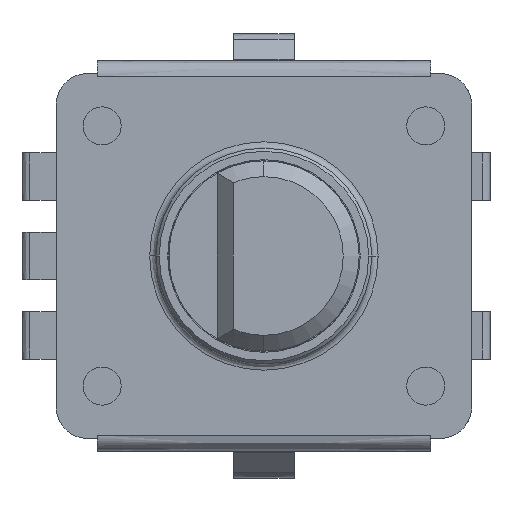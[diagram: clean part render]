
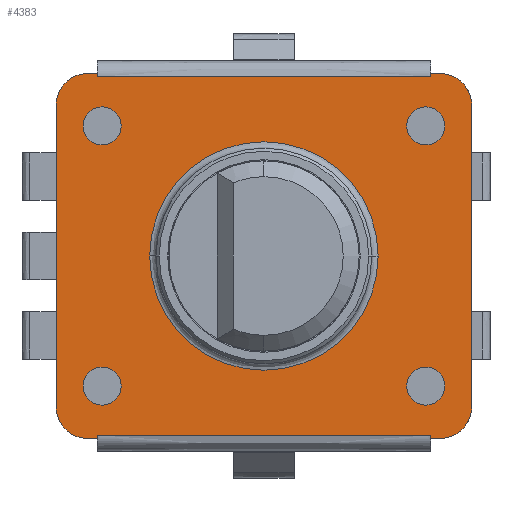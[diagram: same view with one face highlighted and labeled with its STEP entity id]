
A CAD part, front view. The second image highlights one B-rep face of the part: STEP entity #4383.
In plain terms, the highlighted free-form (B-spline) face has degree [1, 1] with [2, 2] control points.
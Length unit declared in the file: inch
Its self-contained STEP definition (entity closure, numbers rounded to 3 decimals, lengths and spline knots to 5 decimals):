
#481=CARTESIAN_POINT('',(-5.55,0.,-4.75));
#482=DIRECTION('',(0.,-1.,0.));
#483=DIRECTION('',(-1.,0.,0.));
#484=AXIS2_PLACEMENT_3D('',#481,#482,#483);
#598=CARTESIAN_POINT('',(5.55,0.,4.75));
#599=DIRECTION('',(0.,-1.,0.));
#600=DIRECTION('',(1.,0.,0.));
#601=AXIS2_PLACEMENT_3D('',#598,#599,#600);
#1094=DIRECTION('',(-1.,0.,0.));
#1095=VECTOR('',#1094,10.5);
#1096=CARTESIAN_POINT('',(5.25,0.,5.65));
#1097=LINE('',#1096,#1095);
#1108=DIRECTION('',(0.,0.,1.));
#1109=VECTOR('',#1108,0.1);
#1110=CARTESIAN_POINT('',(5.25,0.,5.65));
#1111=LINE('',#1110,#1109);
#1116=DIRECTION('',(-1.,0.,0.));
#1117=VECTOR('',#1116,0.3);
#1118=CARTESIAN_POINT('',(5.55,0.,5.75));
#1119=LINE('',#1118,#1117);
#1120=DIRECTION('',(0.,0.,1.));
#1121=VECTOR('',#1120,9.5);
#1122=CARTESIAN_POINT('',(6.55,0.,-4.75));
#1123=LINE('',#1122,#1121);
#1124=DIRECTION('',(-1.,0.,0.));
#1125=VECTOR('',#1124,0.3);
#1126=CARTESIAN_POINT('',(5.55,0.,-5.75));
#1127=LINE('',#1126,#1125);
#1128=DIRECTION('',(1.,0.,0.));
#1129=VECTOR('',#1128,0.3);
#1130=CARTESIAN_POINT('',(-5.55,0.,-5.75));
#1131=LINE('',#1130,#1129);
#1132=DIRECTION('',(0.,0.,1.));
#1133=VECTOR('',#1132,9.5);
#1134=CARTESIAN_POINT('',(-6.55,0.,-4.75));
#1135=LINE('',#1134,#1133);
#1136=DIRECTION('',(1.,0.,0.));
#1137=VECTOR('',#1136,0.3);
#1138=CARTESIAN_POINT('',(-5.55,0.,5.75));
#1139=LINE('',#1138,#1137);
#1140=CARTESIAN_POINT('',(-5.1,0.,-4.1));
#1141=DIRECTION('',(0.,-1.,0.));
#1142=DIRECTION('',(1.,0.,0.));
#1143=AXIS2_PLACEMENT_3D('',#1140,#1141,#1142);
#1145=CARTESIAN_POINT('',(-5.1,0.,-4.1));
#1146=DIRECTION('',(0.,-1.,0.));
#1147=DIRECTION('',(-1.,0.,0.));
#1148=AXIS2_PLACEMENT_3D('',#1145,#1146,#1147);
#1150=CARTESIAN_POINT('',(5.1,0.,-4.1));
#1151=DIRECTION('',(0.,1.,0.));
#1152=DIRECTION('',(-1.,0.,0.));
#1153=AXIS2_PLACEMENT_3D('',#1150,#1151,#1152);
#1155=CARTESIAN_POINT('',(5.1,0.,-4.1));
#1156=DIRECTION('',(0.,1.,0.));
#1157=DIRECTION('',(1.,0.,0.));
#1158=AXIS2_PLACEMENT_3D('',#1155,#1156,#1157);
#1160=CARTESIAN_POINT('',(-5.1,0.,4.1));
#1161=DIRECTION('',(0.,1.,0.));
#1162=DIRECTION('',(1.,0.,0.));
#1163=AXIS2_PLACEMENT_3D('',#1160,#1161,#1162);
#1165=CARTESIAN_POINT('',(-5.1,0.,4.1));
#1166=DIRECTION('',(0.,1.,0.));
#1167=DIRECTION('',(-1.,0.,0.));
#1168=AXIS2_PLACEMENT_3D('',#1165,#1166,#1167);
#1170=CARTESIAN_POINT('',(5.1,0.,4.1));
#1171=DIRECTION('',(0.,-1.,0.));
#1172=DIRECTION('',(-1.,0.,0.));
#1173=AXIS2_PLACEMENT_3D('',#1170,#1171,#1172);
#1175=CARTESIAN_POINT('',(5.1,0.,4.1));
#1176=DIRECTION('',(0.,-1.,0.));
#1177=DIRECTION('',(1.,0.,0.));
#1178=AXIS2_PLACEMENT_3D('',#1175,#1176,#1177);
#1220=CARTESIAN_POINT('',(5.55,0.,-4.75));
#1221=DIRECTION('',(0.,-1.,0.));
#1222=DIRECTION('',(0.,0.,-1.));
#1223=AXIS2_PLACEMENT_3D('',#1220,#1221,#1222);
#1465=DIRECTION('',(0.,0.,-1.));
#1466=VECTOR('',#1465,0.1);
#1467=CARTESIAN_POINT('',(5.25,0.,-5.65));
#1468=LINE('',#1467,#1466);
#1483=DIRECTION('',(1.,0.,0.));
#1484=VECTOR('',#1483,10.5);
#1485=CARTESIAN_POINT('',(-5.25,0.,-5.65));
#1486=LINE('',#1485,#1484);
#1497=DIRECTION('',(0.,0.,-1.));
#1498=VECTOR('',#1497,0.1);
#1499=CARTESIAN_POINT('',(-5.25,0.,-5.65));
#1500=LINE('',#1499,#1498);
#1501=CARTESIAN_POINT('',(-5.55,0.,4.75));
#1502=DIRECTION('',(0.,-1.,0.));
#1503=DIRECTION('',(0.,0.,1.));
#1504=AXIS2_PLACEMENT_3D('',#1501,#1502,#1503);
#1506=DIRECTION('',(0.,0.,1.));
#1507=VECTOR('',#1506,0.1);
#1508=CARTESIAN_POINT('',(-5.25,0.,5.65));
#1509=LINE('',#1508,#1507);
#1514=CARTESIAN_POINT('',(0.,0.,0.));
#1515=DIRECTION('',(0.,-1.,0.));
#1516=DIRECTION('',(-1.,0.,0.));
#1517=AXIS2_PLACEMENT_3D('',#1514,#1515,#1516);
#1529=CARTESIAN_POINT('',(0.,0.,0.));
#1530=DIRECTION('',(0.,-1.,0.));
#1531=DIRECTION('',(1.,0.,0.));
#1532=AXIS2_PLACEMENT_3D('',#1529,#1530,#1531);
#2603=CARTESIAN_POINT('',(-5.55,0.,5.75));
#2604=CARTESIAN_POINT('',(-6.55,0.,4.75));
#2605=VERTEX_POINT('',#2603);
#2606=VERTEX_POINT('',#2604);
#2607=CARTESIAN_POINT('',(6.55,0.,4.75));
#2608=CARTESIAN_POINT('',(5.55,0.,5.75));
#2609=VERTEX_POINT('',#2607);
#2610=VERTEX_POINT('',#2608);
#2611=CARTESIAN_POINT('',(5.55,0.,-5.75));
#2612=CARTESIAN_POINT('',(6.55,0.,-4.75));
#2613=VERTEX_POINT('',#2611);
#2614=VERTEX_POINT('',#2612);
#2615=CARTESIAN_POINT('',(-6.55,0.,-4.75));
#2616=CARTESIAN_POINT('',(-5.55,0.,-5.75));
#2617=VERTEX_POINT('',#2615);
#2618=VERTEX_POINT('',#2616);
#2653=CARTESIAN_POINT('',(5.25,0.,5.65));
#2654=CARTESIAN_POINT('',(-5.25,0.,5.65));
#2655=VERTEX_POINT('',#2653);
#2656=VERTEX_POINT('',#2654);
#2659=CARTESIAN_POINT('',(5.25,0.,5.75));
#2660=VERTEX_POINT('',#2659);
#2661=CARTESIAN_POINT('',(-5.25,0.,5.75));
#2662=VERTEX_POINT('',#2661);
#2669=CARTESIAN_POINT('',(-5.25,0.,-5.65));
#2670=CARTESIAN_POINT('',(5.25,0.,-5.65));
#2671=VERTEX_POINT('',#2669);
#2672=VERTEX_POINT('',#2670);
#2675=CARTESIAN_POINT('',(-5.25,0.,-5.75));
#2676=VERTEX_POINT('',#2675);
#2677=CARTESIAN_POINT('',(5.25,0.,-5.75));
#2678=VERTEX_POINT('',#2677);
#2687=CARTESIAN_POINT('',(-3.6,0.,0.));
#2688=CARTESIAN_POINT('',(3.6,0.,0.));
#2689=VERTEX_POINT('',#2687);
#2690=VERTEX_POINT('',#2688);
#2695=CARTESIAN_POINT('',(-4.5,0.,-4.1));
#2696=CARTESIAN_POINT('',(-5.7,0.,-4.1));
#2697=VERTEX_POINT('',#2695);
#2698=VERTEX_POINT('',#2696);
#2699=CARTESIAN_POINT('',(4.5,0.,-4.1));
#2700=CARTESIAN_POINT('',(5.7,0.,-4.1));
#2701=VERTEX_POINT('',#2699);
#2702=VERTEX_POINT('',#2700);
#2703=CARTESIAN_POINT('',(-4.5,0.,4.1));
#2704=CARTESIAN_POINT('',(-5.7,0.,4.1));
#2705=VERTEX_POINT('',#2703);
#2706=VERTEX_POINT('',#2704);
#2707=CARTESIAN_POINT('',(4.5,0.,4.1));
#2708=CARTESIAN_POINT('',(5.7,0.,4.1));
#2709=VERTEX_POINT('',#2707);
#2710=VERTEX_POINT('',#2708);
#4323=CARTESIAN_POINT('',(-6.812,0.,-5.98));
#4324=CARTESIAN_POINT('',(-6.812,0.,5.98));
#4325=CARTESIAN_POINT('',(6.812,0.,-5.98));
#4326=CARTESIAN_POINT('',(6.812,0.,5.98));
#4327=B_SPLINE_SURFACE_WITH_KNOTS('',1,1,((#4323,#4324),(#4325,#4326)),
.UNSPECIFIED.,.F.,.F.,.F.,(2,2),(2,2),(-0.262,13.362),(0.17,12.13),
.UNSPECIFIED.);
#4328=ORIENTED_EDGE('',*,*,#4303,.F.);
#4329=ORIENTED_EDGE('',*,*,#4316,.T.);
#4330=ORIENTED_EDGE('',*,*,#3503,.F.);
#4331=ORIENTED_EDGE('',*,*,#3589,.F.);
#4333=ORIENTED_EDGE('',*,*,#4332,.F.);
#4335=ORIENTED_EDGE('',*,*,#4334,.F.);
#4336=ORIENTED_EDGE('',*,*,#3403,.T.);
#4338=ORIENTED_EDGE('',*,*,#4337,.F.);
#4340=ORIENTED_EDGE('',*,*,#4339,.F.);
#4342=ORIENTED_EDGE('',*,*,#4341,.T.);
#4343=ORIENTED_EDGE('',*,*,#3458,.F.);
#4344=ORIENTED_EDGE('',*,*,#3389,.F.);
#4345=ORIENTED_EDGE('',*,*,#3334,.T.);
#4347=ORIENTED_EDGE('',*,*,#4346,.F.);
#4348=ORIENTED_EDGE('',*,*,#3562,.T.);
#4350=ORIENTED_EDGE('',*,*,#4349,.F.);
#4351=EDGE_LOOP('',(#4328,#4329,#4330,#4331,#4333,#4335,#4336,#4338,#4340,#4342,
#4343,#4344,#4345,#4347,#4348,#4350));
#4352=FACE_OUTER_BOUND('',#4351,.F.);
#4354=ORIENTED_EDGE('',*,*,#4353,.T.);
#4356=ORIENTED_EDGE('',*,*,#4355,.T.);
#4357=EDGE_LOOP('',(#4354,#4356));
#4358=FACE_BOUND('',#4357,.F.);
#4360=ORIENTED_EDGE('',*,*,#4359,.T.);
#4362=ORIENTED_EDGE('',*,*,#4361,.T.);
#4363=EDGE_LOOP('',(#4360,#4362));
#4364=FACE_BOUND('',#4363,.F.);
#4366=ORIENTED_EDGE('',*,*,#4365,.F.);
#4368=ORIENTED_EDGE('',*,*,#4367,.F.);
#4369=EDGE_LOOP('',(#4366,#4368));
#4370=FACE_BOUND('',#4369,.F.);
#4372=ORIENTED_EDGE('',*,*,#4371,.F.);
#4374=ORIENTED_EDGE('',*,*,#4373,.F.);
#4375=EDGE_LOOP('',(#4372,#4374));
#4376=FACE_BOUND('',#4375,.F.);
#4378=ORIENTED_EDGE('',*,*,#4377,.T.);
#4380=ORIENTED_EDGE('',*,*,#4379,.T.);
#4381=EDGE_LOOP('',(#4378,#4380));
#4382=FACE_BOUND('',#4381,.F.);
#4383=ADVANCED_FACE('',(#4352,#4358,#4364,#4370,#4376,#4382),#4327,.T.);
#485=CIRCLE('',#484,1.);
#602=CIRCLE('',#601,1.);
#1144=CIRCLE('',#1143,0.6);
#1149=CIRCLE('',#1148,0.6);
#1154=CIRCLE('',#1153,0.6);
#1159=CIRCLE('',#1158,0.6);
#1164=CIRCLE('',#1163,0.6);
#1169=CIRCLE('',#1168,0.6);
#1174=CIRCLE('',#1173,0.6);
#1179=CIRCLE('',#1178,0.6);
#1224=CIRCLE('',#1223,1.);
#1505=CIRCLE('',#1504,1.);
#1518=CIRCLE('',#1517,3.6);
#1533=CIRCLE('',#1532,3.6);
#3334=EDGE_CURVE('',#2617,#2606,#1135,.T.);
#3389=EDGE_CURVE('',#2617,#2618,#485,.T.);
#3403=EDGE_CURVE('',#2613,#2678,#1127,.T.);
#3458=EDGE_CURVE('',#2618,#2676,#1131,.T.);
#3503=EDGE_CURVE('',#2610,#2660,#1119,.T.);
#3562=EDGE_CURVE('',#2605,#2662,#1139,.T.);
#3589=EDGE_CURVE('',#2609,#2610,#602,.T.);
#4303=EDGE_CURVE('',#2655,#2656,#1097,.T.);
#4316=EDGE_CURVE('',#2655,#2660,#1111,.T.);
#4332=EDGE_CURVE('',#2614,#2609,#1123,.T.);
#4334=EDGE_CURVE('',#2613,#2614,#1224,.T.);
#4337=EDGE_CURVE('',#2672,#2678,#1468,.T.);
#4339=EDGE_CURVE('',#2671,#2672,#1486,.T.);
#4341=EDGE_CURVE('',#2671,#2676,#1500,.T.);
#4346=EDGE_CURVE('',#2605,#2606,#1505,.T.);
#4349=EDGE_CURVE('',#2656,#2662,#1509,.T.);
#4353=EDGE_CURVE('',#2689,#2690,#1518,.T.);
#4355=EDGE_CURVE('',#2690,#2689,#1533,.T.);
#4359=EDGE_CURVE('',#2697,#2698,#1144,.T.);
#4361=EDGE_CURVE('',#2698,#2697,#1149,.T.);
#4365=EDGE_CURVE('',#2701,#2702,#1154,.T.);
#4367=EDGE_CURVE('',#2702,#2701,#1159,.T.);
#4371=EDGE_CURVE('',#2705,#2706,#1164,.T.);
#4373=EDGE_CURVE('',#2706,#2705,#1169,.T.);
#4377=EDGE_CURVE('',#2709,#2710,#1174,.T.);
#4379=EDGE_CURVE('',#2710,#2709,#1179,.T.);
